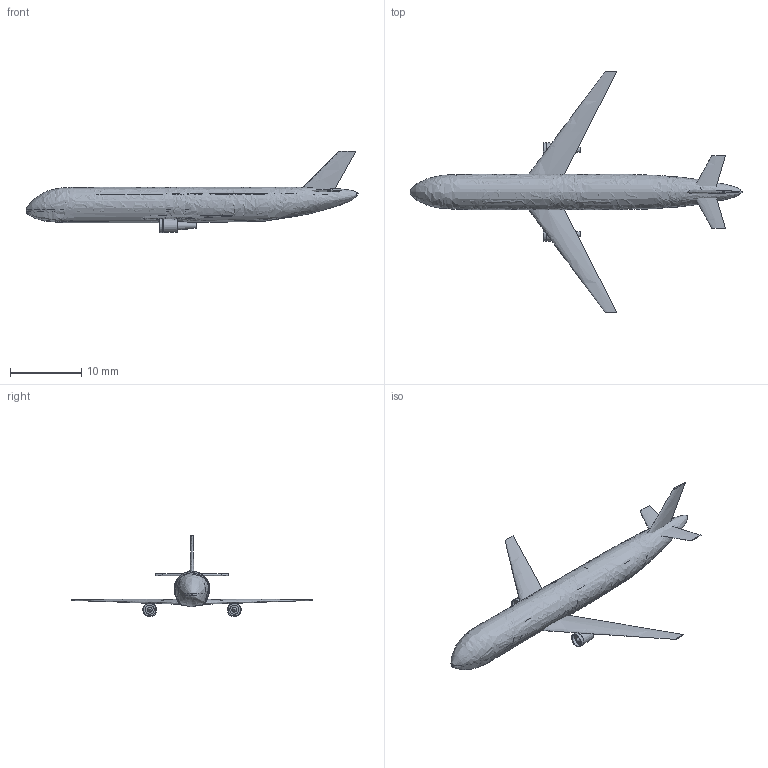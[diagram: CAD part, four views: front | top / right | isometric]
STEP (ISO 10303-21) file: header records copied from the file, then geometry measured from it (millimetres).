
FILE_DESCRIPTION(('Open CASCADE Model'),'2;1');
FILE_NAME('Open CASCADE Shape Model','2021-05-31T00:14:57',('Author'),( 'Open CASCADE'),'ParaPy 1.7.0 - Open CASCADE STEP processor 7.3', 'ParaPy 1.7.0 - Open CASCADE 7.3','Unknown');
FILE_SCHEMA(('AUTOMOTIVE_DESIGN { 1 0 10303 214 1 1 1 1 }'));
Length unit declared in the file: millimetre
Products named in the file (23): spinner; fan; core; nozzle; bypass; fuselage_subtracted; floor_cut; ceiling_cut; right_wing_surface; cg_front; cg_rear; fuselage_lofted_solid_outer
Bounding box: 46.48 x 33.85 x 11.4 mm (x, y, z)
Volume: 877.1 mm3; surface area: 2962.5 mm2
Topology: 14 solids, 20 shells, 57 faces, 81 edges, 58 vertices
Faces by surface type: plane 31, cone 12, bspline 10, cylinder 4
Full cylindrical faces by diameter (mm): 1.228 x2, 1.763 x2
Entity records: 16715 total; most frequent: CARTESIAN_POINT 14601, DIRECTION 295, ORIENTED_EDGE 144, PCURVE 144, DEFINITIONAL_REPRESENTATION 144, LINE 119, VECTOR 119, EDGE_CURVE 77
